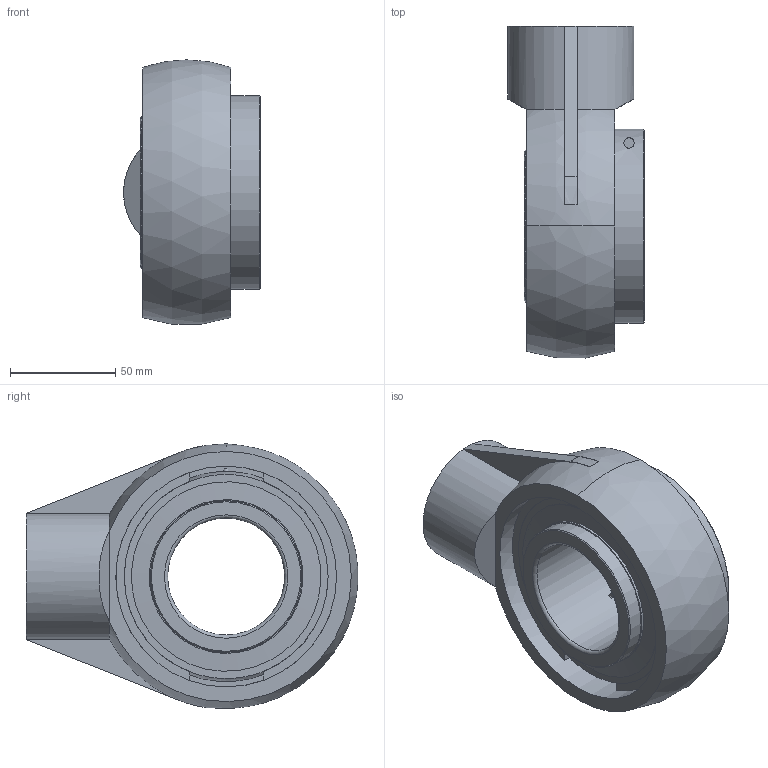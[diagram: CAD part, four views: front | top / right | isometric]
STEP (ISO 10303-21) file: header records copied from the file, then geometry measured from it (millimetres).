
FILE_DESCRIPTION(('HOOPS Exchange Step'),'2;1');
FILE_NAME('export-7990D492-BB9B-4571-83F9-916E33F83A89.stp','2020-05-27T10:17:50-07:00',('dkerr'),('Alibre'),'HOOPS Exchange 2020.0','Alibre','Unknown authorisation');
FILE_SCHEMA( ('AP242_MANAGED_MODEL_BASED_3D_ENGINEERING_MIM_LF {1 0 10303 442 1 1 4 }') );
Length unit declared in the file: inch
Products named in the file (8): MRN SHAM L4L 211; MRN SUE 211-35 L4L (2.1875) (Race); MRN SUE 211 L4L (Ball); MRN SUE 211 L4L (Shield); MRN SUE 211 L4L (Lock Ring); MRN SUE 211 L4L (Bolt); MRN SUE 211-35 L4L (2.1875); MRN SUESHAM 211-35 L4L (2.1875inch)
Assembly tree (8 placements, depth 3):
  MRN SUESHAM 211-35 L4L (2.1875inch)
    MRN SHAM L4L 211
    MRN SUE 211-35 L4L (2.1875)
      MRN SUE 211-35 L4L (2.1875) (Race)
      MRN SUE 211 L4L (Ball)
      MRN SUE 211 L4L (Shield)  x2
      MRN SUE 211 L4L (Lock Ring)
      MRN SUE 211 L4L (Bolt)
Bounding box: 64.83 x 157.57 x 125.5 mm (x, y, z)
Volume: 417370 mm3; surface area: 126277 mm2
Topology: 17 solids, 17 shells, 180 faces, 508 edges, 345 vertices
Faces by surface type: plane 75, cylinder 40, cone 32, torus 18, sphere 15
Full cylindrical faces by diameter (mm): 4.917 x2, 6.4 x1, 10 x1, 11.2 x1, 31.75 x1, 55.562 x1, 72 x4, 73.016 x2, 88 x2, 90 x2, 102.825 x1, 104.825 x1, 110.1 x1
Entity records: 8467 total; most frequent: CARTESIAN_POINT 3739, DIRECTION 998, ORIENTED_EDGE 930, EDGE_CURVE 465, AXIS2_PLACEMENT_3D 410, VERTEX_POINT 331, CIRCLE 211, EDGE_LOOP 192
